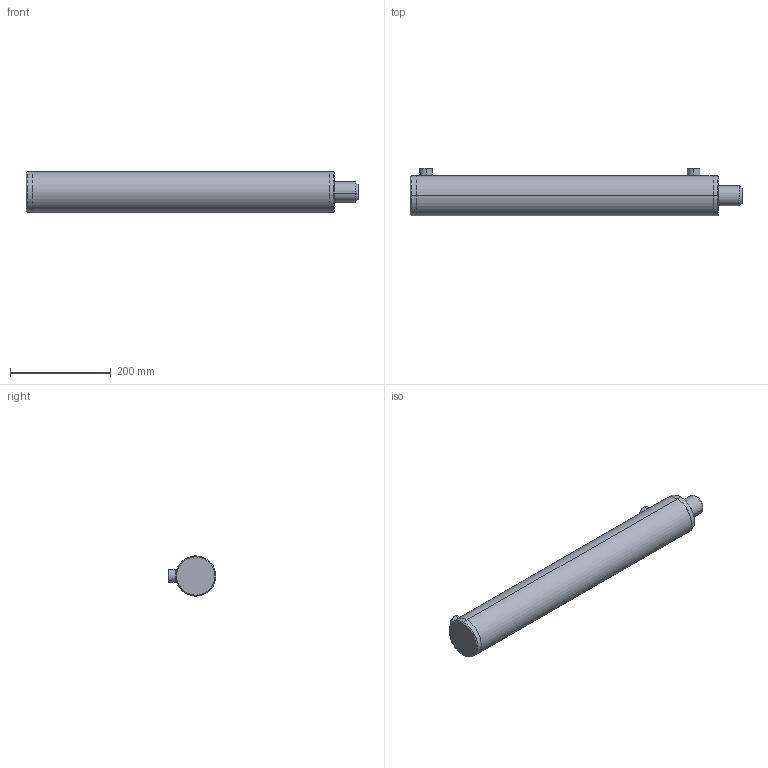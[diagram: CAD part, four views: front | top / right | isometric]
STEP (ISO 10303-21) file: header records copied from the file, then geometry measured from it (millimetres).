
FILE_DESCRIPTION (( 'STEP AP203' ), '1' );
FILE_NAME ('704-5NU.STEP', '2014-12-15T08:03:59', ( '' ), ( '' ), 'SwSTEP 2.0', 'SolidWorks 2015', '' );
FILE_SCHEMA (( 'CONFIG_CONTROL_DESIGN' ));
Length unit declared in the file: millimetre
Products named in the file (7): 704-5NU; Boden^704-5NU; Stange^704-5NU; D704^704-5NU; AL38; P704^704-5NU; Rohr^704-5NU
Assembly tree (7 placements, depth 2):
  704-5NU
    Rohr^704-5NU
    Stange^704-5NU
    AL38  x2
    D704^704-5NU
    P704^704-5NU
    Boden^704-5NU
Bounding box: 660 x 95 x 80 mm (x, y, z)
Volume: 1819450 mm3; surface area: 424966.1 mm2
Topology: 7 solids, 7 shells, 95 faces, 190 edges, 114 vertices
Faces by surface type: cylinder 38, cone 36, plane 19, torus 2
Entity records: 3153 total; most frequent: CARTESIAN_POINT 615, DIRECTION 428, ORIENTED_EDGE 324, AXIS2_PLACEMENT_3D 183, EDGE_CURVE 162, EDGE_LOOP 98, VERTEX_POINT 98, CIRCLE 92
